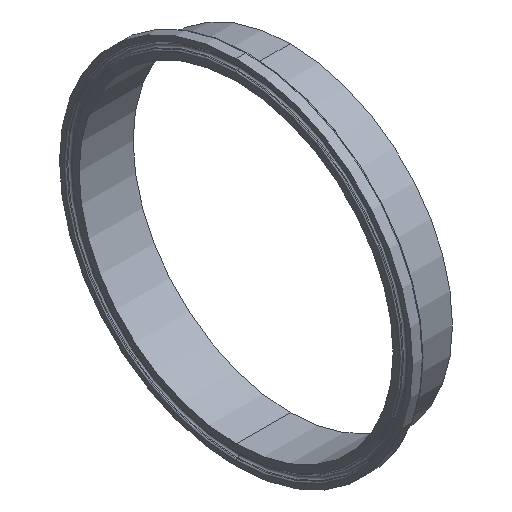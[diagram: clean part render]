
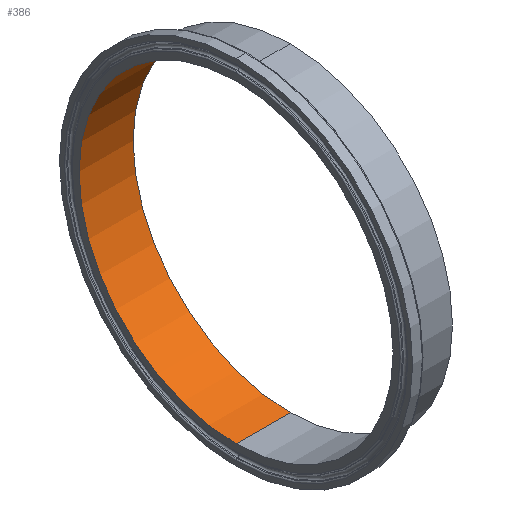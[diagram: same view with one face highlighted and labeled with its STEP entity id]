
A CAD part, isometric view. The second image highlights one B-rep face of the part: STEP entity #386.
In plain terms, the highlighted cylindrical face has radius 81.37 mm (diameter 162.74 mm), a partial arc.
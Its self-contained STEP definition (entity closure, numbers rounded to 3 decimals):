
#3 = EDGE_CURVE ( 'NONE', #354, #337, #270, .T. ) ;
#28 = LINE ( 'NONE', #467, #363 ) ;
#35 = AXIS2_PLACEMENT_3D ( 'NONE', #287, #505, #439 ) ;
#40 = DIRECTION ( 'NONE',  ( -1., 0., 0. ) ) ;
#50 = EDGE_LOOP ( 'NONE', ( #486, #74, #122, #82 ) ) ;
#57 = LINE ( 'NONE', #332, #516 ) ;
#74 = ORIENTED_EDGE ( 'NONE', *, *, #132, .F. ) ;
#82 = ORIENTED_EDGE ( 'NONE', *, *, #3, .T. ) ;
#92 = VERTEX_POINT ( 'NONE', #517 ) ;
#122 = ORIENTED_EDGE ( 'NONE', *, *, #436, .T. ) ;
#132 = EDGE_CURVE ( 'NONE', #92, #234, #260, .T. ) ;
#166 = DIRECTION ( 'NONE',  ( 0., 0., 1. ) ) ;
#234 = VERTEX_POINT ( 'NONE', #404 ) ;
#260 = CIRCLE ( 'NONE', #35, 81.37 ) ;
#269 = CARTESIAN_POINT ( 'NONE',  ( 0., 0., 0. ) ) ;
#270 = CIRCLE ( 'NONE', #423, 81.37 ) ;
#287 = CARTESIAN_POINT ( 'NONE',  ( 28., 0., 0. ) ) ;
#332 = CARTESIAN_POINT ( 'NONE',  ( 0., 0., -81.37 ) ) ;
#337 = VERTEX_POINT ( 'NONE', #633 ) ;
#342 = DIRECTION ( 'NONE',  ( 0., 0., 1. ) ) ;
#354 = VERTEX_POINT ( 'NONE', #421 ) ;
#363 = VECTOR ( 'NONE', #629, 1000. ) ;
#386 = ADVANCED_FACE ( 'NONE', ( #560 ), #416, .F. ) ;
#404 = CARTESIAN_POINT ( 'NONE',  ( 28., 0., -81.37 ) ) ;
#416 = CYLINDRICAL_SURFACE ( 'NONE', #616, 81.37 ) ;
#421 = CARTESIAN_POINT ( 'NONE',  ( 0., 0., 81.37 ) ) ;
#423 = AXIS2_PLACEMENT_3D ( 'NONE', #269, #40, #166 ) ;
#436 = EDGE_CURVE ( 'NONE', #92, #354, #28, .T. ) ;
#439 = DIRECTION ( 'NONE',  ( 0., 0., 1. ) ) ;
#456 = DIRECTION ( 'NONE',  ( -1., 0., 0. ) ) ;
#467 = CARTESIAN_POINT ( 'NONE',  ( 0., 0., 81.37 ) ) ;
#486 = ORIENTED_EDGE ( 'NONE', *, *, #586, .F. ) ;
#504 = DIRECTION ( 'NONE',  ( -1., 0., 0. ) ) ;
#505 = DIRECTION ( 'NONE',  ( -1., 0., 0. ) ) ;
#516 = VECTOR ( 'NONE', #504, 1000. ) ;
#517 = CARTESIAN_POINT ( 'NONE',  ( 28., 0., 81.37 ) ) ;
#560 = FACE_OUTER_BOUND ( 'NONE', #50, .T. ) ;
#586 = EDGE_CURVE ( 'NONE', #234, #337, #57, .T. ) ;
#616 = AXIS2_PLACEMENT_3D ( 'NONE', #683, #456, #342 ) ;
#629 = DIRECTION ( 'NONE',  ( -1., 0., 0. ) ) ;
#633 = CARTESIAN_POINT ( 'NONE',  ( 0., 0., -81.37 ) ) ;
#683 = CARTESIAN_POINT ( 'NONE',  ( 0., 0., 0. ) ) ;
